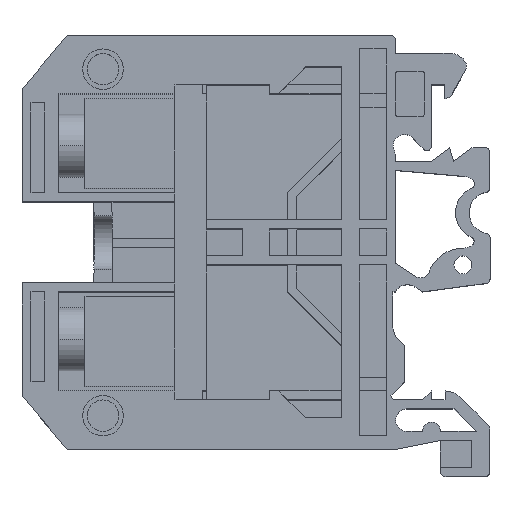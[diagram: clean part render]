
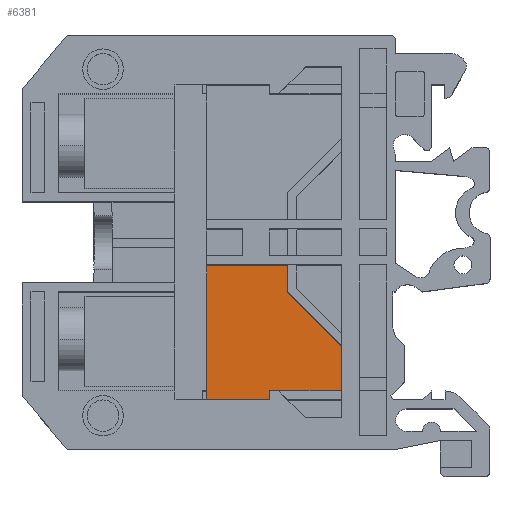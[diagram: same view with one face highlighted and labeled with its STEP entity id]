
A CAD part, top view. The second image highlights one B-rep face of the part: STEP entity #6381.
In plain terms, the highlighted planar face has unit normal (0, 0, 1).
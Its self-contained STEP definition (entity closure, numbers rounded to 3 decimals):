
#186 = CARTESIAN_POINT ( 'NONE',  ( 29.5, -5.5, 1.5 ) ) ;
#302 = CARTESIAN_POINT ( 'NONE',  ( 35.5, -11.5, 1.5 ) ) ;
#921 = DIRECTION ( 'NONE',  ( 0., 0., -1. ) ) ;
#984 = LINE ( 'NONE', #4387, #12155 ) ;
#1463 = ORIENTED_EDGE ( 'NONE', *, *, #5829, .T. ) ;
#1681 = VERTEX_POINT ( 'NONE', #6986 ) ;
#1819 = CARTESIAN_POINT ( 'NONE',  ( 27.5, -17.5, 1.5 ) ) ;
#2373 = LINE ( 'NONE', #15815, #4861 ) ;
#2463 = CARTESIAN_POINT ( 'NONE',  ( 35.5, -16.5, 1.5 ) ) ;
#2566 = VERTEX_POINT ( 'NONE', #7822 ) ;
#2904 = VECTOR ( 'NONE', #5558, 1000. ) ;
#2976 = EDGE_CURVE ( 'NONE', #4104, #11560, #4310, .T. ) ;
#3395 = VECTOR ( 'NONE', #7642, 1000. ) ;
#3713 = EDGE_LOOP ( 'NONE', ( #3913, #12217, #6897, #10290, #1463, #9301, #7167, #9242 ) ) ;
#3913 = ORIENTED_EDGE ( 'NONE', *, *, #2976, .F. ) ;
#4033 = EDGE_CURVE ( 'NONE', #6193, #2566, #4245, .T. ) ;
#4104 = VERTEX_POINT ( 'NONE', #12451 ) ;
#4245 = LINE ( 'NONE', #8025, #2904 ) ;
#4310 = LINE ( 'NONE', #6053, #9144 ) ;
#4387 = CARTESIAN_POINT ( 'NONE',  ( 17., -17.5, 1.5 ) ) ;
#4499 = VERTEX_POINT ( 'NONE', #302 ) ;
#4616 = CARTESIAN_POINT ( 'NONE',  ( 4., 16.5, 1.5 ) ) ;
#4711 = DIRECTION ( 'NONE',  ( 0., 1., 0. ) ) ;
#4861 = VECTOR ( 'NONE', #8526, 1000. ) ;
#5110 = LINE ( 'NONE', #6505, #5459 ) ;
#5459 = VECTOR ( 'NONE', #13855, 1000. ) ;
#5558 = DIRECTION ( 'NONE',  ( 1., 0., 0. ) ) ;
#5829 = EDGE_CURVE ( 'NONE', #2566, #4499, #6405, .T. ) ;
#6053 = CARTESIAN_POINT ( 'NONE',  ( 20.5, 17.5, 1.5 ) ) ;
#6193 = VERTEX_POINT ( 'NONE', #9351 ) ;
#6377 = VECTOR ( 'NONE', #11081, 1000. ) ;
#6381 = ADVANCED_FACE ( 'NONE', ( #8896 ), #15630, .F. ) ;
#6405 = LINE ( 'NONE', #2463, #6377 ) ;
#6505 = CARTESIAN_POINT ( 'NONE',  ( 35.5, -2.5, 1.5 ) ) ;
#6822 = VERTEX_POINT ( 'NONE', #13922 ) ;
#6897 = ORIENTED_EDGE ( 'NONE', *, *, #14311, .T. ) ;
#6986 = CARTESIAN_POINT ( 'NONE',  ( 29.5, -2.5, 1.5 ) ) ;
#7167 = ORIENTED_EDGE ( 'NONE', *, *, #15685, .F. ) ;
#7642 = DIRECTION ( 'NONE',  ( 0.707, -0.707, 0. ) ) ;
#7822 = CARTESIAN_POINT ( 'NONE',  ( 35.5, -16.5, 1.5 ) ) ;
#8025 = CARTESIAN_POINT ( 'NONE',  ( 27.5, -16.5, 1.5 ) ) ;
#8526 = DIRECTION ( 'NONE',  ( 0., -1., 0. ) ) ;
#8667 = CARTESIAN_POINT ( 'NONE',  ( 29.5, -5.5, 1.5 ) ) ;
#8896 = FACE_OUTER_BOUND ( 'NONE', #3713, .T. ) ;
#9144 = VECTOR ( 'NONE', #4711, 1000. ) ;
#9242 = ORIENTED_EDGE ( 'NONE', *, *, #12153, .T. ) ;
#9301 = ORIENTED_EDGE ( 'NONE', *, *, #10709, .F. ) ;
#9351 = CARTESIAN_POINT ( 'NONE',  ( 27.5, -16.5, 1.5 ) ) ;
#9503 = EDGE_CURVE ( 'NONE', #4104, #6822, #984, .T. ) ;
#9585 = DIRECTION ( 'NONE',  ( -1., 0., 0. ) ) ;
#10290 = ORIENTED_EDGE ( 'NONE', *, *, #4033, .T. ) ;
#10709 = EDGE_CURVE ( 'NONE', #11988, #4499, #12252, .T. ) ;
#11081 = DIRECTION ( 'NONE',  ( 0., 1., 0. ) ) ;
#11560 = VERTEX_POINT ( 'NONE', #11919 ) ;
#11919 = CARTESIAN_POINT ( 'NONE',  ( 20.5, -2.5, 1.5 ) ) ;
#11988 = VERTEX_POINT ( 'NONE', #8667 ) ;
#12153 = EDGE_CURVE ( 'NONE', #1681, #11560, #5110, .T. ) ;
#12155 = VECTOR ( 'NONE', #14204, 1000. ) ;
#12217 = ORIENTED_EDGE ( 'NONE', *, *, #9503, .T. ) ;
#12252 = LINE ( 'NONE', #186, #3395 ) ;
#12451 = CARTESIAN_POINT ( 'NONE',  ( 20.5, -17.5, 1.5 ) ) ;
#12896 = DIRECTION ( 'NONE',  ( 0., 1., 0. ) ) ;
#13281 = AXIS2_PLACEMENT_3D ( 'NONE', #4616, #921, #9585 ) ;
#13855 = DIRECTION ( 'NONE',  ( -1., 0., 0. ) ) ;
#13922 = CARTESIAN_POINT ( 'NONE',  ( 27.5, -17.5, 1.5 ) ) ;
#14204 = DIRECTION ( 'NONE',  ( 1., 0., 0. ) ) ;
#14311 = EDGE_CURVE ( 'NONE', #6822, #6193, #15462, .T. ) ;
#15462 = LINE ( 'NONE', #1819, #15610 ) ;
#15610 = VECTOR ( 'NONE', #12896, 1000. ) ;
#15630 = PLANE ( 'NONE',  #13281 ) ;
#15685 = EDGE_CURVE ( 'NONE', #1681, #11988, #2373, .T. ) ;
#15815 = CARTESIAN_POINT ( 'NONE',  ( 29.5, -2.5, 1.5 ) ) ;
